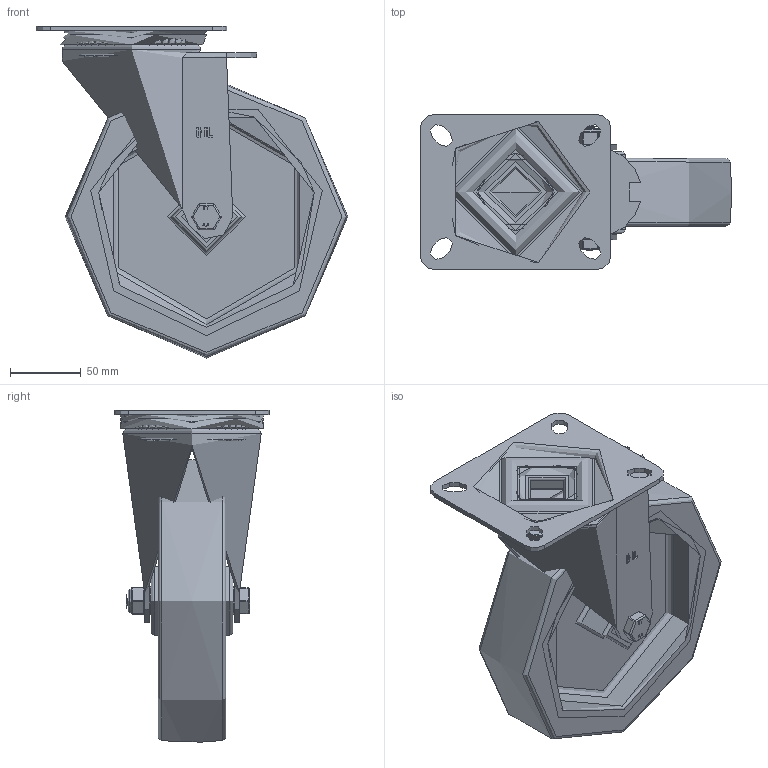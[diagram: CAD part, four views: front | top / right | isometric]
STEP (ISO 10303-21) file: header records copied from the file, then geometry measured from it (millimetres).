
FILE_DESCRIPTION(/* description */ (''),/* implementation_level */ '2;1');
FILE_NAME(/* name */ 'BZMM200NPB.step',/* time_stamp */ '2024-06-06T15:27:41+01:00',/* author */ (''),/* organization */ (''),/* preprocessor_version */ 'ST-DEVELOPER v20',/* originating_system */ 'Autodesk Translation Framework v13.14.0.145',/* authorisation */ '');
FILE_SCHEMA (('AUTOMOTIVE_DESIGN { 1 0 10303 214 3 1 1 }'));
Length unit declared in the file: millimetre
Products named in the file (25): BZMM200NPB; BZMM200AS - 2 v2; ZINC PLATED, PRESSED STEEL TOP PLATE; ZINC PLATED, PRESSED STEEL TOP PLATE Geometry; BALL BEARINGS; Component1; BEARING SEAL; ZINC PLATED, PRESSED STEEL FORK; BZMM200WNPRB2058 v1; POLYURETHANE TYRE; NYLON RIM; NYLON RIM Geometry; CAP; ROLLER BEARING; CAGE; Pattern; Component2; TUBEM20X5860 v1; ZINC PLATED AXLE TUBE; HEXBOLTM12X80Z8.8 v2; GRADE 8.8 ZINC PLATED BOLT; NYLOCM12Z v1; NYLOC NUT; NUT; RUBBER
Assembly tree (72 placements, depth 5):
  BZMM200NPB
    BZMM200AS - 2 v2
      ZINC PLATED, PRESSED STEEL TOP PLATE
        ZINC PLATED, PRESSED STEEL TOP PLATE Geometry
        BALL BEARINGS
          Component1  x40
      BEARING SEAL
      ZINC PLATED, PRESSED STEEL FORK
    BZMM200WNPRB2058 v1
      POLYURETHANE TYRE
      NYLON RIM
        NYLON RIM Geometry
        CAP
      ROLLER BEARING
        CAGE
        Pattern
          Component2  x10
    TUBEM20X5860 v1
      ZINC PLATED AXLE TUBE
    HEXBOLTM12X80Z8.8 v2
      GRADE 8.8 ZINC PLATED BOLT
    NYLOCM12Z v1
      NYLOC NUT
        NUT
        RUBBER
Bounding box: 220.5 x 110 x 234.87 mm (x, y, z)
Volume: 1001834.4 mm3; surface area: 308031.8 mm2
Topology: 61 solids, 61 shells, 548 faces, 1363 edges, 867 vertices
Faces by surface type: plane 245, cylinder 158, sphere 58, bspline 52, torus 27, cone 8
Full cylindrical faces by diameter (mm): 5 x10, 9.836 x18, 11.834 x18, 12 x3, 12.2 x3, 14 x2, 18 x1, 18.5 x1, 19.75 x1, 20 x1, 20.5 x2, 29.5 x1, 30 x1, 33.75 x1, 35.8 x1, 36 x1, 39.75 x1, 49 x2, 50 x1, 55 x1, 78 x1, 91 x1, 98 x1, 152.5 x2, 168 x2
Entity records: 24174 total; most frequent: CARTESIAN_POINT 11796, ORIENTED_EDGE 2434, DIRECTION 2412, EDGE_CURVE 1217, AXIS2_PLACEMENT_3D 903, VERTEX_POINT 771, LINE 606, VECTOR 606
